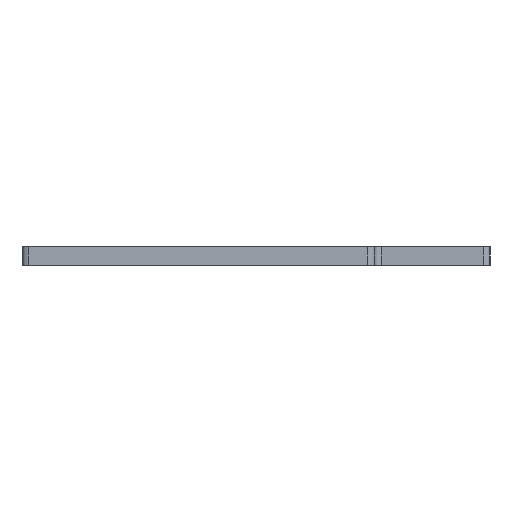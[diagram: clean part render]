
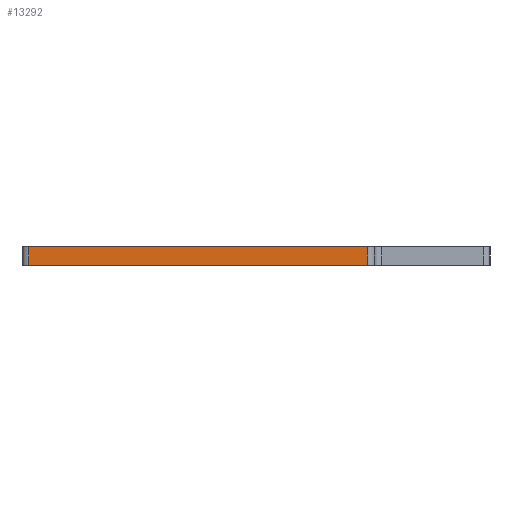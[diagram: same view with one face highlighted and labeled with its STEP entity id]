
A CAD part, left-side view. The second image highlights one B-rep face of the part: STEP entity #13292.
In plain terms, the highlighted planar face has unit normal (-1, 0, 0).
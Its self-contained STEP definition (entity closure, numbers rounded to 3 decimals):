
#13253=CARTESIAN_POINT('',(0.095,47.729,14.));
#13254=DIRECTION('',(-1.,0.,0.));
#13255=DIRECTION('',(0.,0.,1.));
#13256=AXIS2_PLACEMENT_3D('',#13253,#13254,#13255);
#13257=PLANE('',#13256);
#13258=CARTESIAN_POINT('',(0.095,20.125,14.));
#13259=VERTEX_POINT('',#13258);
#13260=CARTESIAN_POINT('',(0.095,75.333,14.));
#13261=VERTEX_POINT('',#13260);
#13262=CARTESIAN_POINT('',(0.095,20.125,14.));
#13263=DIRECTION('',(0.,1.,0.));
#13264=VECTOR('',#13263,55.208);
#13265=LINE('',#13262,#13264);
#13266=EDGE_CURVE('',#13259,#13261,#13265,.T.);
#13267=ORIENTED_EDGE('',*,*,#13266,.T.);
#13268=CARTESIAN_POINT('',(0.095,75.333,11.));
#13269=VERTEX_POINT('',#13268);
#13270=CARTESIAN_POINT('',(0.095,75.333,14.));
#13271=DIRECTION('',(0.,0.,-1.));
#13272=VECTOR('',#13271,3.);
#13273=LINE('',#13270,#13272);
#13274=EDGE_CURVE('',#13261,#13269,#13273,.T.);
#13275=ORIENTED_EDGE('',*,*,#13274,.T.);
#13276=CARTESIAN_POINT('',(0.095,20.125,11.));
#13277=VERTEX_POINT('',#13276);
#13278=CARTESIAN_POINT('',(0.095,20.125,11.));
#13279=DIRECTION('',(0.,1.,0.));
#13280=VECTOR('',#13279,55.208);
#13281=LINE('',#13278,#13280);
#13282=EDGE_CURVE('',#13277,#13269,#13281,.T.);
#13283=ORIENTED_EDGE('',*,*,#13282,.F.);
#13284=CARTESIAN_POINT('',(0.095,20.125,11.));
#13285=DIRECTION('',(-0.,-0.,1.));
#13286=VECTOR('',#13285,3.);
#13287=LINE('',#13284,#13286);
#13288=EDGE_CURVE('',#13277,#13259,#13287,.T.);
#13289=ORIENTED_EDGE('',*,*,#13288,.T.);
#13290=EDGE_LOOP('',(#13267,#13275,#13283,#13289));
#13291=FACE_BOUND('',#13290,.T.);
#13292=ADVANCED_FACE('',(#13291),#13257,.T.);
